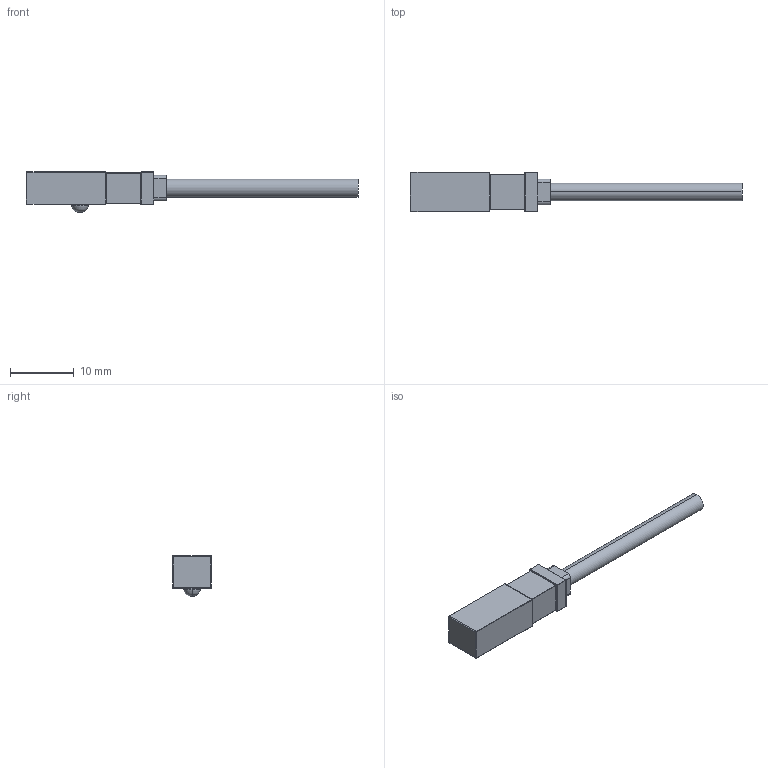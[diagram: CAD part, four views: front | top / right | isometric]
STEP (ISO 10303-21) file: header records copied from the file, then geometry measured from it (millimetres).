
FILE_DESCRIPTION (( 'STEP AP203' ), '1' );
FILE_NAME ('MR-C6.STEP', '2018-08-08T07:20:26', ( 'XiaZaiMa.COM' ), ( 'Win10NeT.COM' ), 'SwSTEP 2.0', 'SolidWorks 2016', '' );
FILE_SCHEMA (( 'CONFIG_CONTROL_DESIGN' ));
Length unit declared in the file: millimetre
Products named in the file (1): MR-C6
Bounding box: 52 x 6.1 x 6.3 mm (x, y, z)
Volume: 819.7 mm3; surface area: 804 mm2
Topology: 1 solids, 1 shells, 93 faces, 208 edges, 106 vertices
Faces by surface type: cylinder 44, plane 23, sphere 12, torus 10, bspline 4
Entity records: 2539 total; most frequent: CARTESIAN_POINT 484, DIRECTION 456, ORIENTED_EDGE 384, EDGE_CURVE 192, AXIS2_PLACEMENT_3D 182, VERTEX_POINT 106, EDGE_LOOP 98, ADVANCED_FACE 93
